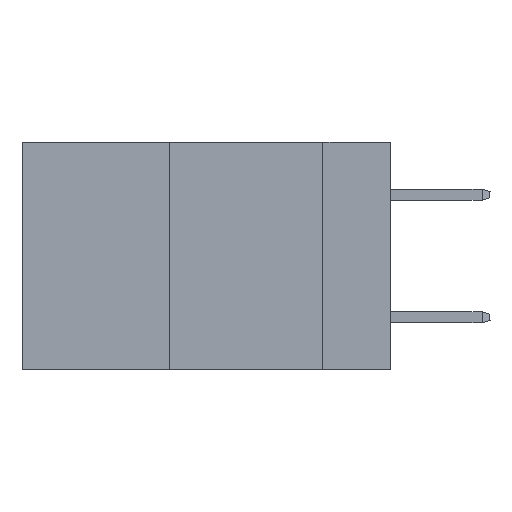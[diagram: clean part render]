
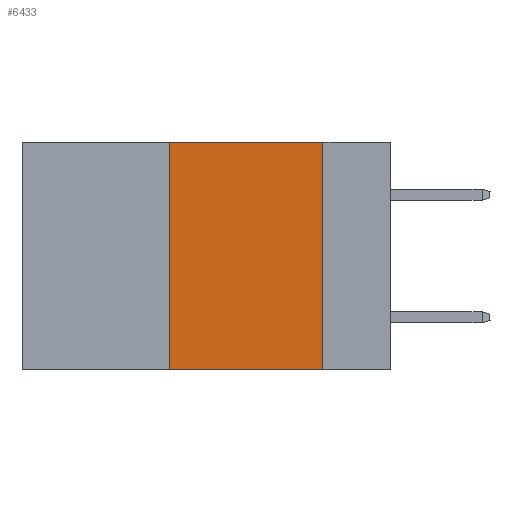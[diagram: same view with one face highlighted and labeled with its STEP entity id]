
A CAD part, left-side view. The second image highlights one B-rep face of the part: STEP entity #6433.
In plain terms, the highlighted planar face has unit normal (-1, 0, 0).
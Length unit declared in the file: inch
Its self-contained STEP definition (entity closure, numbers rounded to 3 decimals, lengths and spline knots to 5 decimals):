
#292 = CARTESIAN_POINT ( 'NONE',  ( 0., 0.11, 0. ) ) ;
#458 = EDGE_CURVE ( 'NONE', #11214, #37006, #1596, .T. ) ;
#655 = VERTEX_POINT ( 'NONE', #2212 ) ;
#1565 = DIRECTION ( 'NONE',  ( 0., -1., 0. ) ) ;
#1596 = LINE ( 'NONE', #292, #25221 ) ;
#1643 = ORIENTED_EDGE ( 'NONE', *, *, #458, .F. ) ;
#2212 = CARTESIAN_POINT ( 'NONE',  ( 0., 0.36, 0. ) ) ;
#3100 = EDGE_CURVE ( 'NONE', #37600, #37006, #7881, .T. ) ;
#4457 = EDGE_CURVE ( 'NONE', #655, #11214, #13810, .T. ) ;
#5247 = VECTOR ( 'NONE', #21081, 39.37008 ) ;
#5306 = PLANE ( 'NONE',  #19178 ) ;
#5723 = DIRECTION ( 'NONE',  ( 0., 0., -1. ) ) ;
#6433 = ADVANCED_FACE ( 'NONE', ( #23646 ), #5306, .F. ) ;
#7881 = LINE ( 'NONE', #17601, #34517 ) ;
#8389 = CARTESIAN_POINT ( 'NONE',  ( 0., 0.11, 0. ) ) ;
#9200 = DIRECTION ( 'NONE',  ( 0., 0., 1. ) ) ;
#9552 = CARTESIAN_POINT ( 'NONE',  ( 0., 0.11, -0.37 ) ) ;
#11214 = VERTEX_POINT ( 'NONE', #8389 ) ;
#13496 = DIRECTION ( 'NONE',  ( 0., 0., -1. ) ) ;
#13810 = LINE ( 'NONE', #33193, #5247 ) ;
#14361 = VECTOR ( 'NONE', #9200, 39.37008 ) ;
#16023 = ORIENTED_EDGE ( 'NONE', *, *, #23699, .F. ) ;
#17601 = CARTESIAN_POINT ( 'NONE',  ( 0., 0.6, -0.37 ) ) ;
#19178 = AXIS2_PLACEMENT_3D ( 'NONE', #31169, #25114, #5723 ) ;
#21081 = DIRECTION ( 'NONE',  ( 0., -1., 0. ) ) ;
#22220 = CARTESIAN_POINT ( 'NONE',  ( 0., 0.36, 0. ) ) ;
#22879 = LINE ( 'NONE', #22220, #14361 ) ;
#23646 = FACE_OUTER_BOUND ( 'NONE', #37021, .T. ) ;
#23699 = EDGE_CURVE ( 'NONE', #37600, #655, #22879, .T. ) ;
#25114 = DIRECTION ( 'NONE',  ( 1., 0., 0. ) ) ;
#25221 = VECTOR ( 'NONE', #13496, 39.37008 ) ;
#28535 = ORIENTED_EDGE ( 'NONE', *, *, #4457, .F. ) ;
#29872 = ORIENTED_EDGE ( 'NONE', *, *, #3100, .T. ) ;
#31169 = CARTESIAN_POINT ( 'NONE',  ( 0., 0.6, 0. ) ) ;
#33193 = CARTESIAN_POINT ( 'NONE',  ( 0., 0.6, 0. ) ) ;
#34517 = VECTOR ( 'NONE', #1565, 39.37008 ) ;
#37006 = VERTEX_POINT ( 'NONE', #9552 ) ;
#37021 = EDGE_LOOP ( 'NONE', ( #1643, #28535, #16023, #29872 ) ) ;
#37462 = CARTESIAN_POINT ( 'NONE',  ( 0., 0.36, -0.37 ) ) ;
#37600 = VERTEX_POINT ( 'NONE', #37462 ) ;
